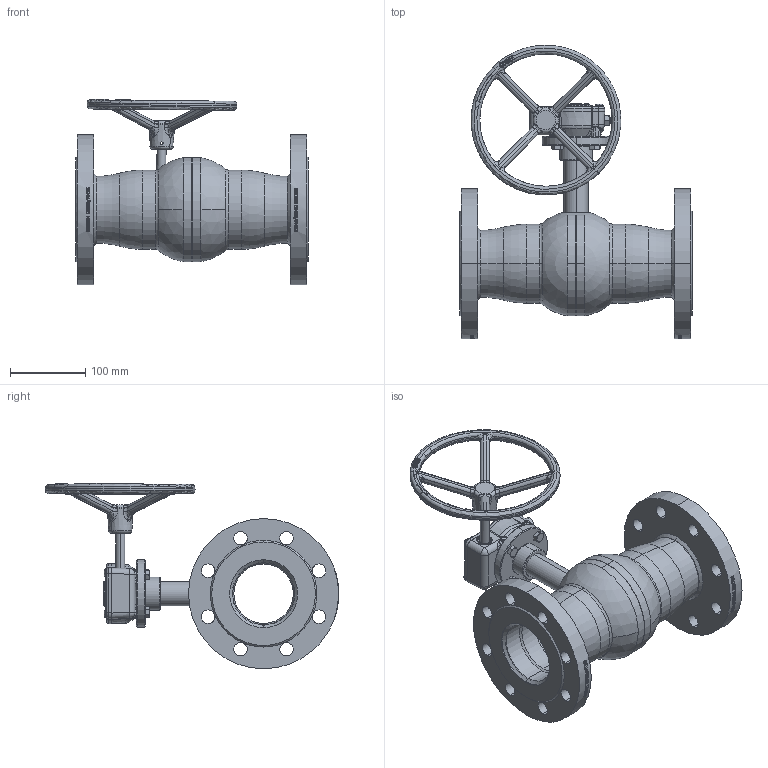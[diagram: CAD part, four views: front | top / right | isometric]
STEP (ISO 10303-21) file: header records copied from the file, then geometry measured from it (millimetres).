
FILE_DESCRIPTION (( 'STEP AP214' ), '1' );
FILE_NAME ('8600425080 480.step', '2025-05-29T08:19:50', ( '' ), ( '' ), 'SwSTEP 2.0', 'SolidWorks 2023', '' );
FILE_SCHEMA (( 'AUTOMOTIVE_DESIGN' ));
Products named in the file (1): 8600425080 480
Bounding box: 310 x 390.76 x 247.18 mm (x, y, z)
Surface area: 390610.7 mm2 (no closed solid volume)
Topology: 0 solids, 40 shells, 907 faces, 3138 edges, 2165 vertices
Faces by surface type: plane 286, bspline 237, cylinder 200, cone 123, torus 48, sphere 13
Entity records: 64594 total; most frequent: CARTESIAN_POINT 40986, ORIENTED_EDGE 5041, DIRECTION 4099, EDGE_CURVE 3126, VERTEX_POINT 2165, AXIS2_PLACEMENT_3D 1595, B_SPLINE_CURVE_WITH_KNOTS 1121, EDGE_LOOP 1023
